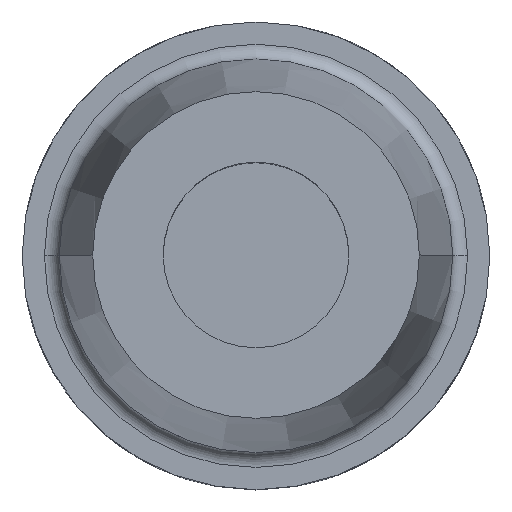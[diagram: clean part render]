
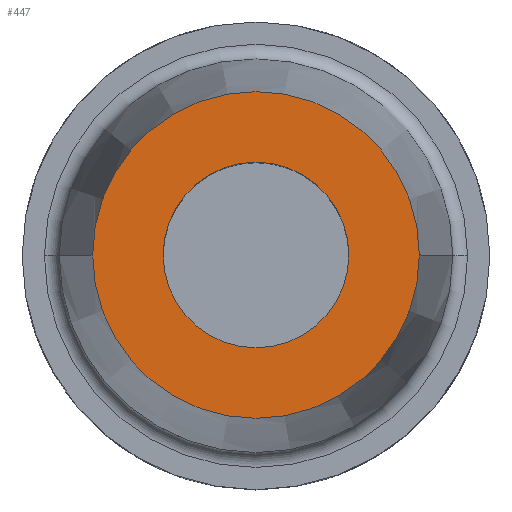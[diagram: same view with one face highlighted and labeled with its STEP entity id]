
A CAD part, top view. The second image highlights one B-rep face of the part: STEP entity #447.
In plain terms, the highlighted planar face has unit normal (0, 0, 1).
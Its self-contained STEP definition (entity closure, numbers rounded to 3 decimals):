
#51 = DIRECTION ( 'NONE',  ( 0., 0., -1. ) ) ;
#146 = AXIS2_PLACEMENT_3D ( 'NONE', #2411, #1616, #387 ) ;
#203 = CIRCLE ( 'NONE', #2503, 12.5 ) ;
#387 = DIRECTION ( 'NONE',  ( -1., 0., 0. ) ) ;
#447 = ADVANCED_FACE ( 'NONE', ( #2070, #3091 ), #4309, .T. ) ;
#572 = DIRECTION ( 'NONE',  ( 1., 0., 0. ) ) ;
#788 = EDGE_CURVE ( 'NONE', #4356, #2897, #203, .T. ) ;
#1071 = CARTESIAN_POINT ( 'NONE',  ( 0., 0., 90. ) ) ;
#1088 = EDGE_LOOP ( 'NONE', ( #3406, #3820 ) ) ;
#1182 = EDGE_CURVE ( 'NONE', #3559, #2306, #2612, .T. ) ;
#1457 = AXIS2_PLACEMENT_3D ( 'NONE', #1071, #2959, #4502 ) ;
#1493 = CARTESIAN_POINT ( 'NONE',  ( 12.5, 0., 90. ) ) ;
#1507 = EDGE_CURVE ( 'NONE', #2897, #4356, #4201, .T. ) ;
#1616 = DIRECTION ( 'NONE',  ( 0., 0., -1. ) ) ;
#1697 = ORIENTED_EDGE ( 'NONE', *, *, #2291, .F. ) ;
#1957 = DIRECTION ( 'NONE',  ( 0., 0., 1. ) ) ;
#2070 = FACE_BOUND ( 'NONE', #1088, .T. ) ;
#2167 = AXIS2_PLACEMENT_3D ( 'NONE', #4608, #51, #3104 ) ;
#2280 = DIRECTION ( 'NONE',  ( 0., 0., -1. ) ) ;
#2291 = EDGE_CURVE ( 'NONE', #2306, #3559, #4783, .T. ) ;
#2299 = DIRECTION ( 'NONE',  ( -1., 0., 0. ) ) ;
#2306 = VERTEX_POINT ( 'NONE', #4435 ) ;
#2347 = EDGE_LOOP ( 'NONE', ( #2672, #1697 ) ) ;
#2411 = CARTESIAN_POINT ( 'NONE',  ( 0., 0., 90. ) ) ;
#2503 = AXIS2_PLACEMENT_3D ( 'NONE', #3740, #2280, #2299 ) ;
#2612 = CIRCLE ( 'NONE', #146, 22. ) ;
#2672 = ORIENTED_EDGE ( 'NONE', *, *, #1182, .F. ) ;
#2897 = VERTEX_POINT ( 'NONE', #1493 ) ;
#2959 = DIRECTION ( 'NONE',  ( 0., 0., -1. ) ) ;
#2984 = CARTESIAN_POINT ( 'NONE',  ( -12.5, 0., 90. ) ) ;
#3091 = FACE_OUTER_BOUND ( 'NONE', #2347, .T. ) ;
#3104 = DIRECTION ( 'NONE',  ( -1., 0., 0. ) ) ;
#3406 = ORIENTED_EDGE ( 'NONE', *, *, #788, .T. ) ;
#3559 = VERTEX_POINT ( 'NONE', #3927 ) ;
#3567 = CARTESIAN_POINT ( 'NONE',  ( 0., 22., 90. ) ) ;
#3740 = CARTESIAN_POINT ( 'NONE',  ( 0., 0., 90. ) ) ;
#3820 = ORIENTED_EDGE ( 'NONE', *, *, #1507, .T. ) ;
#3905 = AXIS2_PLACEMENT_3D ( 'NONE', #3567, #1957, #572 ) ;
#3927 = CARTESIAN_POINT ( 'NONE',  ( -22., 0., 90. ) ) ;
#4201 = CIRCLE ( 'NONE', #2167, 12.5 ) ;
#4309 = PLANE ( 'NONE',  #3905 ) ;
#4356 = VERTEX_POINT ( 'NONE', #2984 ) ;
#4435 = CARTESIAN_POINT ( 'NONE',  ( 22., 0., 90. ) ) ;
#4502 = DIRECTION ( 'NONE',  ( -1., 0., 0. ) ) ;
#4608 = CARTESIAN_POINT ( 'NONE',  ( 0., 0., 90. ) ) ;
#4783 = CIRCLE ( 'NONE', #1457, 22. ) ;
